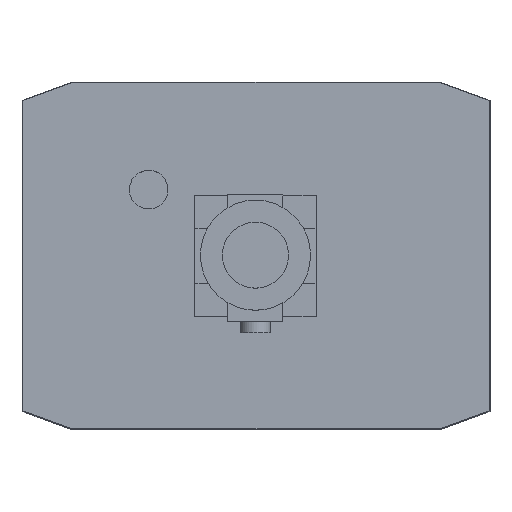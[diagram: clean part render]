
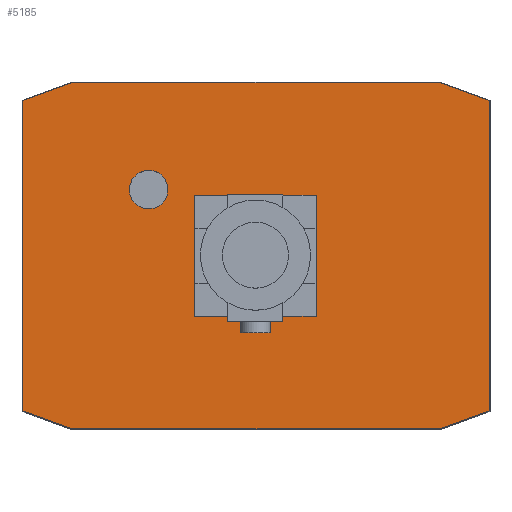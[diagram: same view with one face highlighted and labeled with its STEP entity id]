
A CAD part, top view. The second image highlights one B-rep face of the part: STEP entity #5185.
In plain terms, the highlighted planar face has unit normal (0, 0, 1).
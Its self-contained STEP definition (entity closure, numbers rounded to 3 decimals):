
#1542=CARTESIAN_POINT('',(-23.,12.,56.5));
#1543=VERTEX_POINT('',#1542);
#1559=CARTESIAN_POINT('',(-16.,12.,56.5));
#1560=VERTEX_POINT('',#1559);
#1567=CARTESIAN_POINT('',(-19.5,12.,56.5));
#1568=DIRECTION('',(0.0,0.0,-1.0));
#1569=DIRECTION('',(-1.0,0.0,0.0));
#1570=AXIS2_PLACEMENT_3D('',#1567,#1568,#1569);
#1571=CIRCLE('',#1570,3.5);
#1572=EDGE_CURVE('',#1543,#1560,#1571,.T.);
#3000=CARTESIAN_POINT('',(10.9,11.0,56.5));
#3001=VERTEX_POINT('',#3000);
#3008=CARTESIAN_POINT('',(-11.1,11.0,56.5));
#3009=VERTEX_POINT('',#3008);
#3010=CARTESIAN_POINT('',(-11.1,11.0,56.5));
#3011=DIRECTION('',(1.0,0.0,0.0));
#3012=VECTOR('',#3011,22.0);
#3013=LINE('',#3010,#3012);
#3014=EDGE_CURVE('',#3009,#3001,#3013,.T.);
#3031=CARTESIAN_POINT('',(-11.1,-11.0,56.5));
#3032=VERTEX_POINT('',#3031);
#3039=CARTESIAN_POINT('',(-5.1,-11.0,56.5));
#3040=VERTEX_POINT('',#3039);
#3041=CARTESIAN_POINT('',(-5.1,-11.0,56.5));
#3042=DIRECTION('',(-1.0,0.0,0.0));
#3043=VECTOR('',#3042,6.);
#3044=LINE('',#3041,#3043);
#3045=EDGE_CURVE('',#3040,#3032,#3044,.T.);
#3064=CARTESIAN_POINT('',(-11.1,-11.0,56.5));
#3065=DIRECTION('',(0.0,1.0,0.0));
#3066=VECTOR('',#3065,22.0);
#3067=LINE('',#3064,#3066);
#3068=EDGE_CURVE('',#3032,#3009,#3067,.T.);
#3244=CARTESIAN_POINT('',(10.9,-11.0,56.5));
#3245=VERTEX_POINT('',#3244);
#3252=CARTESIAN_POINT('',(10.9,11.0,56.5));
#3253=DIRECTION('',(0.0,-1.0,0.0));
#3254=VECTOR('',#3253,22.0);
#3255=LINE('',#3252,#3254);
#3256=EDGE_CURVE('',#3001,#3245,#3255,.T.);
#3269=CARTESIAN_POINT('',(4.9,-11.0,56.5));
#3270=VERTEX_POINT('',#3269);
#3277=CARTESIAN_POINT('',(10.9,-11.0,56.5));
#3278=DIRECTION('',(-1.0,0.0,0.0));
#3279=VECTOR('',#3278,6.0);
#3280=LINE('',#3277,#3279);
#3281=EDGE_CURVE('',#3245,#3270,#3280,.T.);
#3300=CARTESIAN_POINT('',(4.9,-12.,56.5));
#3301=VERTEX_POINT('',#3300);
#3308=CARTESIAN_POINT('',(4.9,-11.0,56.5));
#3309=DIRECTION('',(0.0,-1.0,0.0));
#3310=VECTOR('',#3309,1.);
#3311=LINE('',#3308,#3310);
#3312=EDGE_CURVE('',#3270,#3301,#3311,.T.);
#3333=CARTESIAN_POINT('',(-5.1,-12.,56.5));
#3334=VERTEX_POINT('',#3333);
#3341=CARTESIAN_POINT('',(4.9,-12.,56.5));
#3342=DIRECTION('',(-1.0,0.0,0.0));
#3343=VECTOR('',#3342,10.0);
#3344=LINE('',#3341,#3343);
#3345=EDGE_CURVE('',#3301,#3334,#3344,.T.);
#3373=CARTESIAN_POINT('',(-5.1,-12.,56.5));
#3374=DIRECTION('',(0.0,1.0,0.0));
#3375=VECTOR('',#3374,1.);
#3376=LINE('',#3373,#3375);
#3377=EDGE_CURVE('',#3334,#3040,#3376,.T.);
#3417=CARTESIAN_POINT('',(-19.5,12.,56.5));
#3418=DIRECTION('',(0.0,0.0,-1.0));
#3419=DIRECTION('',(-1.0,0.0,0.0));
#3420=AXIS2_PLACEMENT_3D('',#3417,#3418,#3419);
#3421=CIRCLE('',#3420,3.5);
#3422=EDGE_CURVE('',#1560,#1543,#3421,.T.);
#4913=CARTESIAN_POINT('',(-42.4,-28.154,56.5));
#4914=VERTEX_POINT('',#4913);
#4915=CARTESIAN_POINT('',(-42.4,28.154,56.5));
#4916=VERTEX_POINT('',#4915);
#4917=CARTESIAN_POINT('',(-42.4,-28.154,56.5));
#4918=DIRECTION('',(0.0,1.0,0.0));
#4919=VECTOR('',#4918,56.308);
#4920=LINE('',#4917,#4919);
#4921=EDGE_CURVE('',#4914,#4916,#4920,.T.);
#4953=CARTESIAN_POINT('',(-33.482,31.4,56.5));
#4954=VERTEX_POINT('',#4953);
#4955=CARTESIAN_POINT('',(-42.4,28.154,56.5));
#4956=DIRECTION('',(0.94,0.342,0.0));
#4957=VECTOR('',#4956,9.49);
#4958=LINE('',#4955,#4957);
#4959=EDGE_CURVE('',#4916,#4954,#4958,.T.);
#4984=CARTESIAN_POINT('',(33.482,31.4,56.5));
#4985=VERTEX_POINT('',#4984);
#4986=CARTESIAN_POINT('',(-33.482,31.4,56.5));
#4987=DIRECTION('',(1.0,0.0,0.0));
#4988=VECTOR('',#4987,66.965);
#4989=LINE('',#4986,#4988);
#4990=EDGE_CURVE('',#4954,#4985,#4989,.T.);
#5015=CARTESIAN_POINT('',(42.4,28.154,56.5));
#5016=VERTEX_POINT('',#5015);
#5017=CARTESIAN_POINT('',(33.482,31.4,56.5));
#5018=DIRECTION('',(0.94,-0.342,0.0));
#5019=VECTOR('',#5018,9.49);
#5020=LINE('',#5017,#5019);
#5021=EDGE_CURVE('',#4985,#5016,#5020,.T.);
#5046=CARTESIAN_POINT('',(42.4,-28.154,56.5));
#5047=VERTEX_POINT('',#5046);
#5048=CARTESIAN_POINT('',(42.4,28.154,56.5));
#5049=DIRECTION('',(0.0,-1.0,0.0));
#5050=VECTOR('',#5049,56.308);
#5051=LINE('',#5048,#5050);
#5052=EDGE_CURVE('',#5016,#5047,#5051,.T.);
#5077=CARTESIAN_POINT('',(33.482,-31.4,56.5));
#5078=VERTEX_POINT('',#5077);
#5079=CARTESIAN_POINT('',(42.4,-28.154,56.5));
#5080=DIRECTION('',(-0.94,-0.342,0.0));
#5081=VECTOR('',#5080,9.49);
#5082=LINE('',#5079,#5081);
#5083=EDGE_CURVE('',#5047,#5078,#5082,.T.);
#5108=CARTESIAN_POINT('',(-33.482,-31.4,56.5));
#5109=VERTEX_POINT('',#5108);
#5110=CARTESIAN_POINT('',(33.482,-31.4,56.5));
#5111=DIRECTION('',(-1.0,0.0,0.0));
#5112=VECTOR('',#5111,66.965);
#5113=LINE('',#5110,#5112);
#5114=EDGE_CURVE('',#5078,#5109,#5113,.T.);
#5139=CARTESIAN_POINT('',(-33.482,-31.4,56.5));
#5140=DIRECTION('',(-0.94,0.342,0.0));
#5141=VECTOR('',#5140,9.49);
#5142=LINE('',#5139,#5141);
#5143=EDGE_CURVE('',#5109,#4914,#5142,.T.);
#5156=CARTESIAN_POINT('',(0.0,0.,56.5));
#5157=DIRECTION('',(0.0,0.0,1.0));
#5158=DIRECTION('',(1.0,0.0,0.0));
#5159=AXIS2_PLACEMENT_3D('',#5156,#5157,#5158);
#5160=PLANE('',#5159);
#5161=ORIENTED_EDGE('',*,*,#4921,.F.);
#5162=ORIENTED_EDGE('',*,*,#5143,.F.);
#5163=ORIENTED_EDGE('',*,*,#5114,.F.);
#5164=ORIENTED_EDGE('',*,*,#5083,.F.);
#5165=ORIENTED_EDGE('',*,*,#5052,.F.);
#5166=ORIENTED_EDGE('',*,*,#5021,.F.);
#5167=ORIENTED_EDGE('',*,*,#4990,.F.);
#5168=ORIENTED_EDGE('',*,*,#4959,.F.);
#5169=EDGE_LOOP('',(#5161,#5162,#5163,#5164,#5165,#5166,#5167,#5168));
#5170=FACE_OUTER_BOUND('',#5169,.T.);
#5171=ORIENTED_EDGE('',*,*,#3014,.T.);
#5172=ORIENTED_EDGE('',*,*,#3256,.T.);
#5173=ORIENTED_EDGE('',*,*,#3281,.T.);
#5174=ORIENTED_EDGE('',*,*,#3312,.T.);
#5175=ORIENTED_EDGE('',*,*,#3345,.T.);
#5176=ORIENTED_EDGE('',*,*,#3377,.T.);
#5177=ORIENTED_EDGE('',*,*,#3045,.T.);
#5178=ORIENTED_EDGE('',*,*,#3068,.T.);
#5179=EDGE_LOOP('',(#5171,#5172,#5173,#5174,#5175,#5176,#5177,#5178));
#5180=FACE_BOUND('',#5179,.T.);
#5181=ORIENTED_EDGE('',*,*,#3422,.T.);
#5182=ORIENTED_EDGE('',*,*,#1572,.T.);
#5183=EDGE_LOOP('',(#5181,#5182));
#5184=FACE_BOUND('',#5183,.T.);
#5185=ADVANCED_FACE('',(#5170,#5180,#5184),#5160,.T.);
